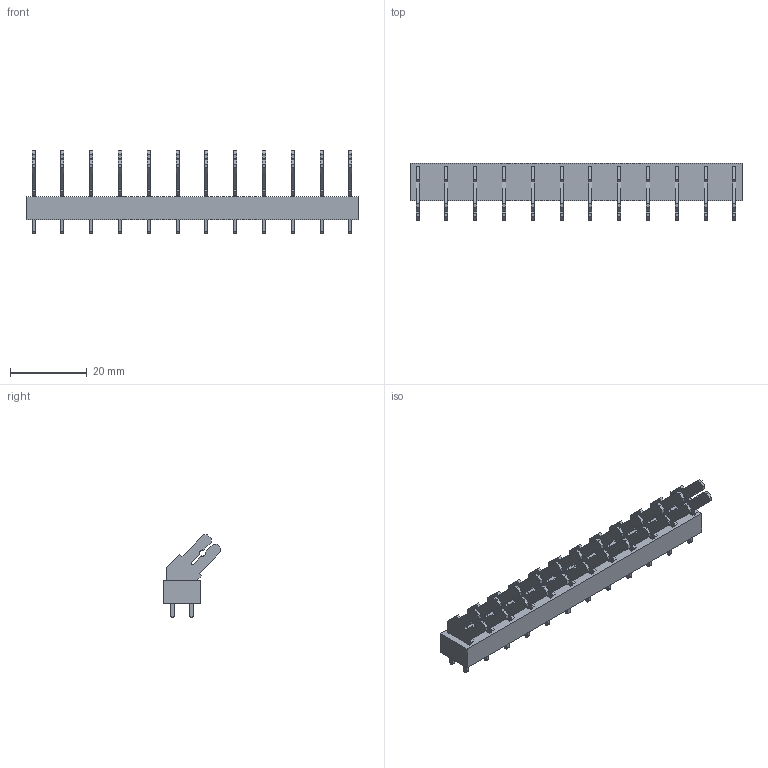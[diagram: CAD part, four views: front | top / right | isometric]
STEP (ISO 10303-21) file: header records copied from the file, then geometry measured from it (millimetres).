
FILE_DESCRIPTION(('CATIA V5 STEP','CAx-IF Rec.Pracs.--- Model Styling and Organization---1.2---2011-12-15'),'2;1');
FILE_NAME ('D1464985_0_9512070000_9512070000.stp','2018-09-01T07:43:45+00:00',('none'),('Weidmueller'),'CATIA Version 5-6 Release 2014','CATIA V5 STEP AP214','none');
FILE_SCHEMA(('AUTOMOTIVE_DESIGN { 1 0 10303 214 1 1 1 1 }'));
Length unit declared in the file: millimetre
Products named in the file (1): 9512070000
Bounding box: 86.5 x 15.01 x 21.5 mm (x, y, z)
Volume: 5994.5 mm3; surface area: 6813.8 mm2
Topology: 13 solids, 13 shells, 486 faces, 1380 edges, 920 vertices
Faces by surface type: plane 426, cylinder 60
Entity records: 13557 total; most frequent: ORIENTED_EDGE 2760, CARTESIAN_POINT 2387, DIRECTION 1552, EDGE_CURVE 1380, VECTOR 1260, LINE 1260, VERTEX_POINT 920, EDGE_LOOP 534
